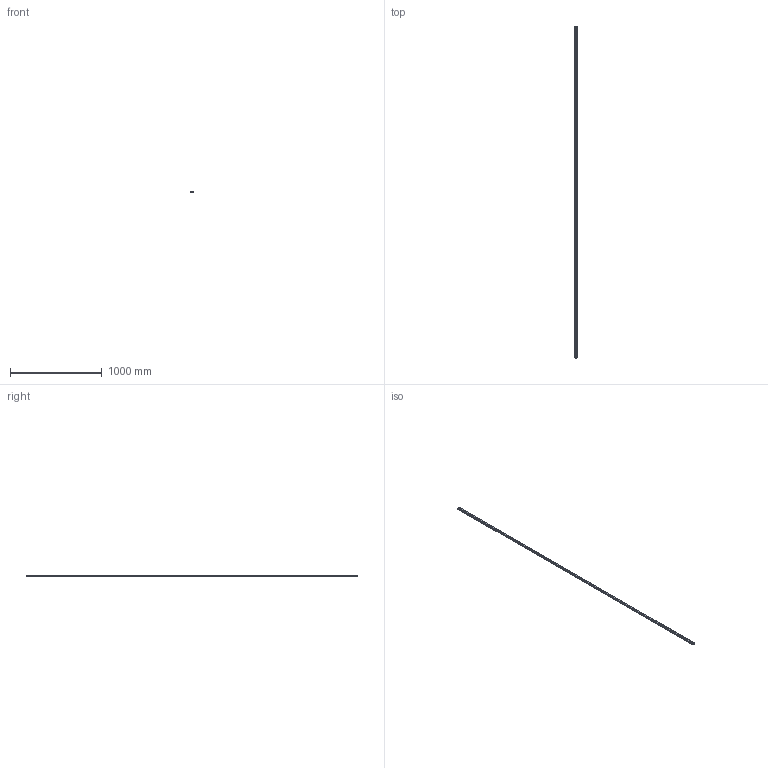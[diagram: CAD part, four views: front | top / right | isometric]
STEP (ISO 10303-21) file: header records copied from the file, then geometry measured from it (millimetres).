
FILE_DESCRIPTION(('STEP AP214'),'1');
FILE_NAME('cctmp_276F2E9F-DD16-4265-8E49-AC7221912DAC_2021_02_10_08_57_12_0890..stp','2021-02-10T07:57:13',('HIWIN GmbH'),('CADClick - www.CADClick.com'),'Spatial InterOp 3D',' ','unknown authorization');
FILE_SCHEMA(('AUTOMOTIVE_DESIGN'));
Length unit declared in the file: millimetre
Products named in the file (1): EGR25R3610C_FILE
Bounding box: 23 x 3610 x 18 mm (x, y, z)
Volume: 1241804.3 mm3; surface area: 335198 mm2
Topology: 1 solids, 1 shells, 825 faces, 2097 edges, 1398 vertices
Faces by surface type: plane 445, cylinder 380
Entity records: 32195 total; most frequent: DIRECTION 4989, CARTESIAN_POINT 4321, ORIENTED_EDGE 4194, EDGE_CURVE 2097, AXIS2_PLACEMENT_3D 2066, VERTEX_POINT 1398, CIRCLE 1000, EDGE_LOOP 949
